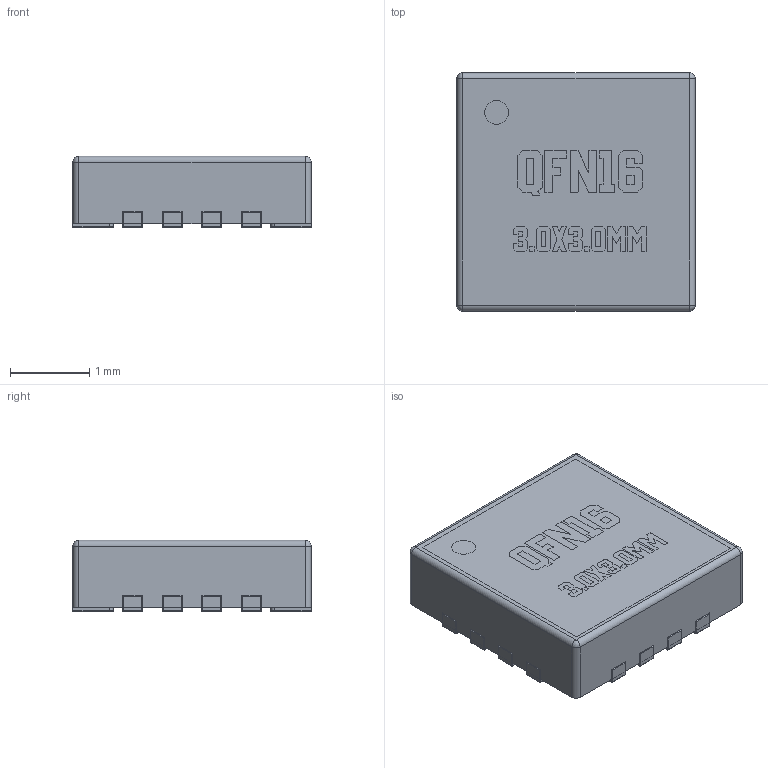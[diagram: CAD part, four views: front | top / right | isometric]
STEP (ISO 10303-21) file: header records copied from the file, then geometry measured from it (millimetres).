
FILE_DESCRIPTION(('FreeCAD Model'),'2;1');
FILE_NAME('Open CASCADE Shape Model','2022-11-29T14:17:07',('Author'),( ''),'Open CASCADE STEP processor 7.5','FreeCAD','Unknown');
FILE_SCHEMA(('AUTOMOTIVE_DESIGN { 1 0 10303 214 1 1 1 1 }'));
Length unit declared in the file: millimetre
Products named in the file (24): Unnamed; Part; Body; Txt; Pins; Pin001; Pin002; Pin003; Pin004; Pins001; Pin005; Pin007; Pin006; Pin008; Pins002; Pin009; Pin011; Pin010; Pin012; Pins003; Pin013; Pin015; Pin014; Pin016
Assembly tree (23 placements, depth 3):
  Unnamed
    Part
      Body
      Txt
    Pins
      Pin001
      Pin002
      Pin003
      Pin004
    Pins001
      Pin005
      Pin007
      Pin006
      Pin008
    Pins002
      Pin009
      Pin011
      Pin010
      Pin012
    Pins003
      Pin013
      Pin015
      Pin014
      Pin016
Bounding box: 3.02 x 3.02 x 0.9 mm (x, y, z)
Volume: 8.3 mm3; surface area: 53.1 mm2
Topology: 18 solids, 18 shells, 650 faces, 1614 edges, 984 vertices
Faces by surface type: plane 298, cylinder 153, extrusion 131, sphere 36, torus 32
Full cylindrical faces by diameter (mm): 0.3 x1
Entity records: 40839 total; most frequent: CARTESIAN_POINT 8689, DIRECTION 5667, VECTOR 3901, LINE 3770, ORIENTED_EDGE 3156, PCURVE 3156, DEFINITIONAL_REPRESENTATION 3156, EDGE_CURVE 1578
